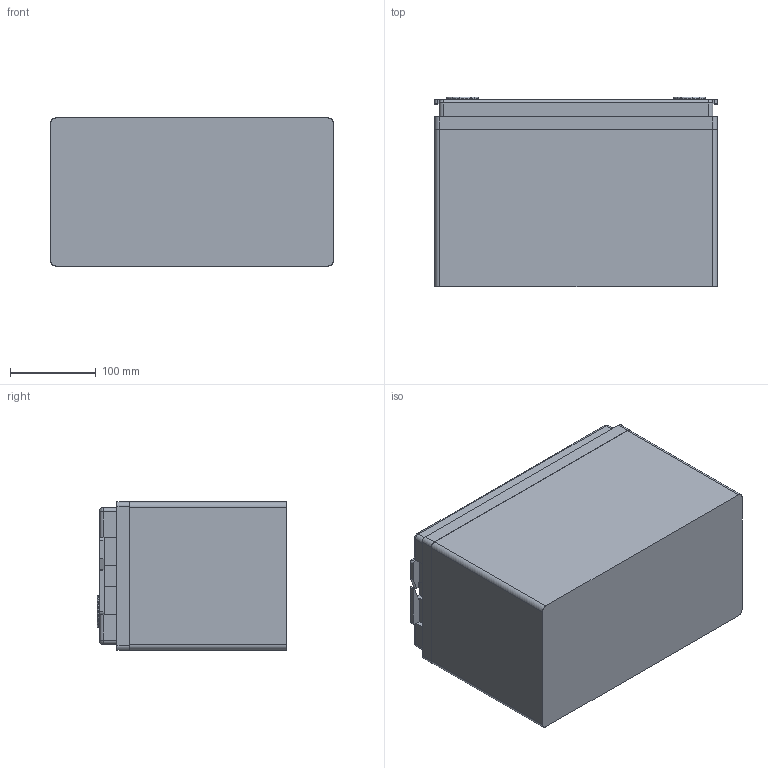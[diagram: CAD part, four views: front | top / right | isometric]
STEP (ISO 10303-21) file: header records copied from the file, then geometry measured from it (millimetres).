
FILE_DESCRIPTION (( 'STEP AP214' ), '1' );
FILE_NAME ('12-160SMART3 3D Model.STEP', '2023-07-17T12:11:12', ( '' ), ( '' ), 'SwSTEP 2.0', 'SolidWorks 2023', '' );
FILE_SCHEMA (( 'AUTOMOTIVE_DESIGN' ));
Length unit declared in the file: millimetre
Products named in the file (3): 12-160SMART Lid; 12-160SMART3 3D Model; 12-160SMART Body
Assembly tree (2 placements, depth 2):
  12-160SMART3 3D Model
    12-160SMART Body
    12-160SMART Lid
Bounding box: 330 x 221.5 x 173 mm (x, y, z)
Volume: 1661566.9 mm3; surface area: 677505.1 mm2
Topology: 2 solids, 2 shells, 168 faces, 440 edges, 285 vertices
Faces by surface type: plane 101, cylinder 55, torus 8, bspline 4
Entity records: 7187 total; most frequent: CARTESIAN_POINT 1004, DIRECTION 905, ORIENTED_EDGE 880, EDGE_CURVE 440, AXIS2_PLACEMENT_3D 302, VECTOR 301, LINE 301, VERTEX_POINT 285
